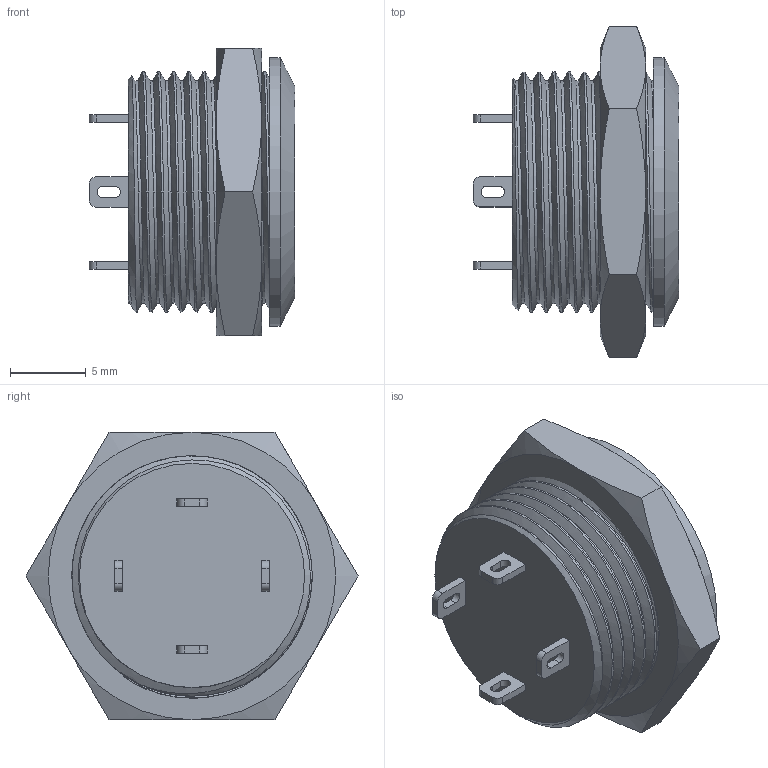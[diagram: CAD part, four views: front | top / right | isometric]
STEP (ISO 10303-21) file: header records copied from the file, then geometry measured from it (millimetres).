
FILE_DESCRIPTION(/* description */ (''),/* implementation_level */ '2;1');
FILE_NAME(/* name */ 'Ultra thin 16mm Button v2.step',/* time_stamp */ '2020-12-02T23:39:56+01:00',/* author */ (''),/* organization */ (''),/* preprocessor_version */ 'ST-DEVELOPER v18.1',/* originating_system */ 'Autodesk Translation Framework v9.3.0.1241',/* authorisation */ '');
FILE_SCHEMA (('AUTOMOTIVE_DESIGN { 1 0 10303 214 3 1 1 }'));
Length unit declared in the file: millimetre
Products named in the file (2): Ultra thin 16mm Button; M16x1 Nut
Assembly tree (1 placements, depth 2):
  Ultra thin 16mm Button
    M16x1 Nut
Bounding box: 13.6 x 21.94 x 19 mm (x, y, z)
Volume: 2447.3 mm3; surface area: 1988.9 mm2
Topology: 2 solids, 2 shells, 103 faces, 267 edges, 174 vertices
Faces by surface type: cylinder 45, plane 40, cone 14, bspline 4
Full cylindrical faces by diameter (mm): 14.741 x8, 15.036 x2, 15.884 x8, 16.152 x2, 17.74 x1
Entity records: 6844 total; most frequent: CARTESIAN_POINT 4393, ORIENTED_EDGE 534, DIRECTION 442, EDGE_CURVE 267, VERTEX_POINT 174, AXIS2_PLACEMENT_3D 161, LINE 120, VECTOR 120
